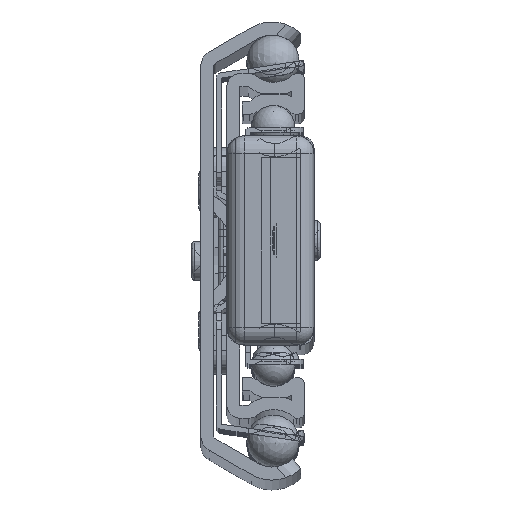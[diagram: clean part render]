
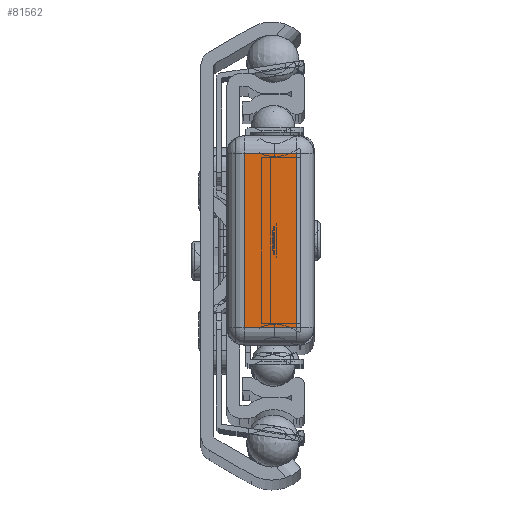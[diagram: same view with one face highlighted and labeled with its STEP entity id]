
A CAD part, top view. The second image highlights one B-rep face of the part: STEP entity #81562.
In plain terms, the highlighted planar face has unit normal (0, 0, 1).
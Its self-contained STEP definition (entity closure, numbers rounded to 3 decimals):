
#4804=PLANE('',#86421);
#7980=FACE_OUTER_BOUND('',#12186,.T.);
#12186=EDGE_LOOP('',(#54333,#54334,#54335,#54336));
#16654=LINE('',#116591,#22464);
#16656=LINE('',#116599,#22466);
#16658=LINE('',#116609,#22468);
#16660=LINE('',#116618,#22470);
#22464=VECTOR('',#95001,10.);
#22466=VECTOR('',#95009,10.);
#22468=VECTOR('',#95021,10.);
#22470=VECTOR('',#95033,10.);
#31578=VERTEX_POINT('',#116588);
#31579=VERTEX_POINT('',#116590);
#31582=VERTEX_POINT('',#116598);
#31585=VERTEX_POINT('',#116608);
#40394=EDGE_CURVE('',#31578,#31579,#16654,.T.);
#40398=EDGE_CURVE('',#31579,#31582,#16656,.T.);
#40403=EDGE_CURVE('',#31582,#31585,#16658,.T.);
#40408=EDGE_CURVE('',#31585,#31578,#16660,.T.);
#54333=ORIENTED_EDGE('',*,*,#40394,.F.);
#54334=ORIENTED_EDGE('',*,*,#40408,.F.);
#54335=ORIENTED_EDGE('',*,*,#40403,.F.);
#54336=ORIENTED_EDGE('',*,*,#40398,.F.);
#81562=ADVANCED_FACE('',(#7980),#4804,.T.);
#86421=AXIS2_PLACEMENT_3D('',#116632,#95055,#95056);
#95001=DIRECTION('',(0.,1.,0.));
#95009=DIRECTION('',(1.,0.,0.));
#95021=DIRECTION('',(0.,-1.,0.));
#95033=DIRECTION('',(-1.,0.,0.));
#95055=DIRECTION('center_axis',(0.,0.,
1.));
#95056=DIRECTION('ref_axis',(-1.,0.,0.));
#116588=CARTESIAN_POINT('',(-3.2,-10.,1025.));
#116590=CARTESIAN_POINT('',(-3.2,10.,1025.));
#116591=CARTESIAN_POINT('',(-3.2,-5.,1025.));
#116598=CARTESIAN_POINT('',(2.8,10.,1025.));
#116599=CARTESIAN_POINT('',(-1.7,10.,1025.));
#116608=CARTESIAN_POINT('',(2.8,-10.,1025.));
#116609=CARTESIAN_POINT('',(2.8,5.,1025.));
#116618=CARTESIAN_POINT('',(1.3,-10.,1025.));
#116632=CARTESIAN_POINT('Origin',(-0.2,0.,
1025.));
